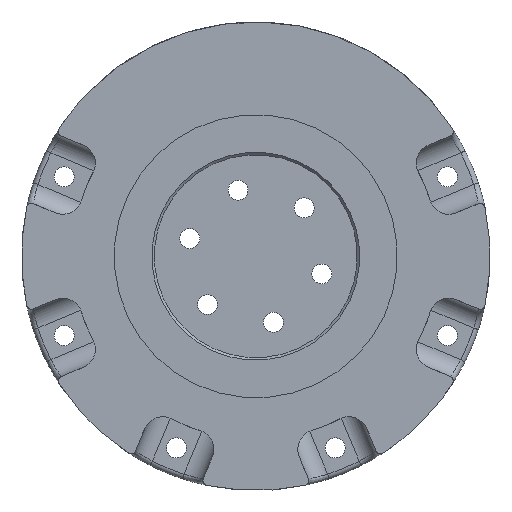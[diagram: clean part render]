
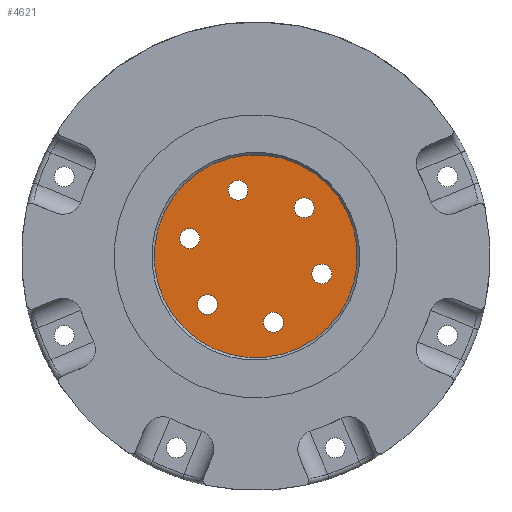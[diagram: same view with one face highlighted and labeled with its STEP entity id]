
A CAD part, left-side view. The second image highlights one B-rep face of the part: STEP entity #4621.
In plain terms, the highlighted planar face has unit normal (-1, 0, 0).
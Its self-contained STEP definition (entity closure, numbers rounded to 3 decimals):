
#62 = ORIENTED_EDGE ( 'NONE', *, *, #2754, .F. ) ;
#134 = CARTESIAN_POINT ( 'NONE',  ( 0.5, 0., 0. ) ) ;
#226 = AXIS2_PLACEMENT_3D ( 'NONE', #2346, #5724, #4219 ) ;
#243 = DIRECTION ( 'NONE',  ( 0., 0.707, 0.707 ) ) ;
#256 = CARTESIAN_POINT ( 'NONE',  ( 0.5, -8.45, 11.349 ) ) ;
#261 = AXIS2_PLACEMENT_3D ( 'NONE', #3596, #1634, #797 ) ;
#306 = DIRECTION ( 'NONE',  ( 0., 0.707, 0.707 ) ) ;
#412 = EDGE_LOOP ( 'NONE', ( #2169, #5829 ) ) ;
#440 = VERTEX_POINT ( 'NONE', #3723 ) ;
#479 = DIRECTION ( 'NONE',  ( 0., 0.707, 0.707 ) ) ;
#487 = CARTESIAN_POINT ( 'NONE',  ( 0.5, 3.623, 13.523 ) ) ;
#493 = VERTEX_POINT ( 'NONE', #4694 ) ;
#498 = EDGE_CURVE ( 'NONE', #3588, #5897, #5634, .T. ) ;
#543 = VERTEX_POINT ( 'NONE', #3237 ) ;
#549 = DIRECTION ( 'NONE',  ( -1., 0., 0. ) ) ;
#593 = FACE_OUTER_BOUND ( 'NONE', #1377, .T. ) ;
#626 = ORIENTED_EDGE ( 'NONE', *, *, #4647, .F. ) ;
#746 = EDGE_LOOP ( 'NONE', ( #5594, #5927 ) ) ;
#749 = EDGE_CURVE ( 'NONE', #4487, #5219, #1932, .T. ) ;
#797 = DIRECTION ( 'NONE',  ( 0., 0.707, 0.707 ) ) ;
#799 = CARTESIAN_POINT ( 'NONE',  ( 0.5, 14.973, 5.073 ) ) ;
#836 = ORIENTED_EDGE ( 'NONE', *, *, #498, .F. ) ;
#849 = CARTESIAN_POINT ( 'NONE',  ( 0.5, -9.899, 9.899 ) ) ;
#918 = EDGE_CURVE ( 'NONE', #4927, #2036, #2356, .T. ) ;
#970 = FACE_BOUND ( 'NONE', #4994, .T. ) ;
#1016 = EDGE_CURVE ( 'NONE', #5897, #3588, #4392, .T. ) ;
#1213 = CIRCLE ( 'NONE', #2584, 2.025 ) ;
#1351 = DIRECTION ( 'NONE',  ( -1., 0., 0. ) ) ;
#1377 = EDGE_LOOP ( 'NONE', ( #2251, #62 ) ) ;
#1453 = EDGE_CURVE ( 'NONE', #4780, #5854, #2018, .T. ) ;
#1522 = FACE_BOUND ( 'NONE', #4279, .T. ) ;
#1553 = FACE_BOUND ( 'NONE', #5404, .T. ) ;
#1634 = DIRECTION ( 'NONE',  ( -1., 0., 0. ) ) ;
#1641 = AXIS2_PLACEMENT_3D ( 'NONE', #2146, #2210, #306 ) ;
#1643 = CIRCLE ( 'NONE', #261, 2.025 ) ;
#1760 = CIRCLE ( 'NONE', #4108, 20.8 ) ;
#1932 = CIRCLE ( 'NONE', #1641, 2.05 ) ;
#2018 = CIRCLE ( 'NONE', #5452, 2.05 ) ;
#2036 = VERTEX_POINT ( 'NONE', #3549 ) ;
#2116 = VERTEX_POINT ( 'NONE', #4138 ) ;
#2146 = CARTESIAN_POINT ( 'NONE',  ( 0.5, -9.899, 9.899 ) ) ;
#2150 = VERTEX_POINT ( 'NONE', #5114 ) ;
#2169 = ORIENTED_EDGE ( 'NONE', *, *, #4146, .F. ) ;
#2210 = DIRECTION ( 'NONE',  ( -1., 0., 0. ) ) ;
#2251 = ORIENTED_EDGE ( 'NONE', *, *, #918, .F. ) ;
#2290 = CIRCLE ( 'NONE', #5725, 2.05 ) ;
#2294 = CIRCLE ( 'NONE', #5817, 2.05 ) ;
#2346 = CARTESIAN_POINT ( 'NONE',  ( 0.5, 9.899, -9.899 ) ) ;
#2356 = CIRCLE ( 'NONE', #3639, 20.8 ) ;
#2445 = DIRECTION ( 'NONE',  ( -1., 0., 0. ) ) ;
#2473 = CARTESIAN_POINT ( 'NONE',  ( 0.5, 14.708, 14.708 ) ) ;
#2532 = EDGE_CURVE ( 'NONE', #5219, #4487, #3918, .T. ) ;
#2555 = EDGE_CURVE ( 'NONE', #493, #440, #3124, .T. ) ;
#2584 = AXIS2_PLACEMENT_3D ( 'NONE', #3896, #549, #4814 ) ;
#2721 = DIRECTION ( 'NONE',  ( 0., 0.707, 0.707 ) ) ;
#2754 = EDGE_CURVE ( 'NONE', #2036, #4927, #1760, .T. ) ;
#2828 = DIRECTION ( 'NONE',  ( 0., 0.707, 0.707 ) ) ;
#2888 = CARTESIAN_POINT ( 'NONE',  ( 0.5, 3.623, 13.523 ) ) ;
#2892 = ORIENTED_EDGE ( 'NONE', *, *, #2555, .F. ) ;
#2902 = DIRECTION ( 'NONE',  ( 0., 0.707, 0.707 ) ) ;
#2913 = EDGE_CURVE ( 'NONE', #543, #2150, #1643, .T. ) ;
#2962 = FACE_BOUND ( 'NONE', #746, .T. ) ;
#2980 = AXIS2_PLACEMENT_3D ( 'NONE', #2473, #3423, #4345 ) ;
#2990 = AXIS2_PLACEMENT_3D ( 'NONE', #487, #6054, #3815 ) ;
#3108 = CARTESIAN_POINT ( 'NONE',  ( 0.5, 13.523, 3.623 ) ) ;
#3124 = CIRCLE ( 'NONE', #4875, 2.05 ) ;
#3227 = DIRECTION ( 'NONE',  ( -1., 0., 0. ) ) ;
#3236 = CARTESIAN_POINT ( 'NONE',  ( 0.5, -14.708, -14.708 ) ) ;
#3237 = CARTESIAN_POINT ( 'NONE',  ( 0.5, 11.331, -8.468 ) ) ;
#3247 = CARTESIAN_POINT ( 'NONE',  ( 0.5, -14.955, -5.055 ) ) ;
#3304 = PLANE ( 'NONE',  #2980 ) ;
#3306 = EDGE_CURVE ( 'NONE', #5670, #2116, #1213, .T. ) ;
#3423 = DIRECTION ( 'NONE',  ( 1., 0., 0. ) ) ;
#3482 = CARTESIAN_POINT ( 'NONE',  ( 0.5, -3.623, -13.523 ) ) ;
#3530 = ORIENTED_EDGE ( 'NONE', *, *, #1453, .F. ) ;
#3549 = CARTESIAN_POINT ( 'NONE',  ( 0.5, 14.708, 14.708 ) ) ;
#3561 = EDGE_CURVE ( 'NONE', #440, #493, #2290, .T. ) ;
#3588 = VERTEX_POINT ( 'NONE', #4143 ) ;
#3596 = CARTESIAN_POINT ( 'NONE',  ( 0.5, 9.899, -9.899 ) ) ;
#3639 = AXIS2_PLACEMENT_3D ( 'NONE', #4750, #4659, #2828 ) ;
#3723 = CARTESIAN_POINT ( 'NONE',  ( 0.5, -5.073, -14.973 ) ) ;
#3815 = DIRECTION ( 'NONE',  ( 0., 0.707, 0.707 ) ) ;
#3862 = AXIS2_PLACEMENT_3D ( 'NONE', #4059, #5406, #4420 ) ;
#3896 = CARTESIAN_POINT ( 'NONE',  ( 0.5, -13.523, -3.623 ) ) ;
#3918 = CIRCLE ( 'NONE', #4507, 2.05 ) ;
#3962 = DIRECTION ( 'NONE',  ( -1., 0., 0. ) ) ;
#3998 = CARTESIAN_POINT ( 'NONE',  ( 0.5, 12.073, 2.174 ) ) ;
#4059 = CARTESIAN_POINT ( 'NONE',  ( 0.5, -13.523, -3.623 ) ) ;
#4108 = AXIS2_PLACEMENT_3D ( 'NONE', #134, #4280, #2902 ) ;
#4138 = CARTESIAN_POINT ( 'NONE',  ( 0.5, -12.091, -2.192 ) ) ;
#4143 = CARTESIAN_POINT ( 'NONE',  ( 0.5, 2.192, 12.091 ) ) ;
#4146 = EDGE_CURVE ( 'NONE', #2116, #5670, #4353, .T. ) ;
#4203 = EDGE_CURVE ( 'NONE', #5854, #4780, #2294, .T. ) ;
#4219 = DIRECTION ( 'NONE',  ( 0., 0.707, 0.707 ) ) ;
#4279 = EDGE_LOOP ( 'NONE', ( #5145, #626 ) ) ;
#4280 = DIRECTION ( 'NONE',  ( 1., 0., 0. ) ) ;
#4323 = DIRECTION ( 'NONE',  ( 0., 0.707, 0.707 ) ) ;
#4345 = DIRECTION ( 'NONE',  ( 0., 0.707, 0.707 ) ) ;
#4353 = CIRCLE ( 'NONE', #3862, 2.025 ) ;
#4392 = CIRCLE ( 'NONE', #5177, 2.025 ) ;
#4420 = DIRECTION ( 'NONE',  ( 0., 0.707, 0.707 ) ) ;
#4487 = VERTEX_POINT ( 'NONE', #256 ) ;
#4507 = AXIS2_PLACEMENT_3D ( 'NONE', #849, #5052, #2721 ) ;
#4621 = ADVANCED_FACE ( 'NONE', ( #1522, #970, #5694, #2962, #5755, #1553, #593 ), #3304, .F. ) ;
#4647 = EDGE_CURVE ( 'NONE', #2150, #543, #5532, .T. ) ;
#4655 = CARTESIAN_POINT ( 'NONE',  ( 0.5, -3.623, -13.523 ) ) ;
#4659 = DIRECTION ( 'NONE',  ( 1., 0., 0. ) ) ;
#4694 = CARTESIAN_POINT ( 'NONE',  ( 0.5, -2.174, -12.073 ) ) ;
#4750 = CARTESIAN_POINT ( 'NONE',  ( 0.5, 0., 0. ) ) ;
#4780 = VERTEX_POINT ( 'NONE', #3998 ) ;
#4814 = DIRECTION ( 'NONE',  ( 0., 0.707, 0.707 ) ) ;
#4875 = AXIS2_PLACEMENT_3D ( 'NONE', #3482, #2445, #4323 ) ;
#4880 = DIRECTION ( 'NONE',  ( 0., 0.707, 0.707 ) ) ;
#4914 = CARTESIAN_POINT ( 'NONE',  ( 0.5, 5.055, 14.955 ) ) ;
#4927 = VERTEX_POINT ( 'NONE', #3236 ) ;
#4994 = EDGE_LOOP ( 'NONE', ( #6056, #836 ) ) ;
#4998 = ORIENTED_EDGE ( 'NONE', *, *, #3561, .F. ) ;
#5052 = DIRECTION ( 'NONE',  ( -1., 0., 0. ) ) ;
#5114 = CARTESIAN_POINT ( 'NONE',  ( 0.5, 8.468, -11.331 ) ) ;
#5120 = DIRECTION ( 'NONE',  ( 0., 0.707, 0.707 ) ) ;
#5145 = ORIENTED_EDGE ( 'NONE', *, *, #2913, .F. ) ;
#5177 = AXIS2_PLACEMENT_3D ( 'NONE', #2888, #1351, #479 ) ;
#5219 = VERTEX_POINT ( 'NONE', #6073 ) ;
#5222 = EDGE_LOOP ( 'NONE', ( #2892, #4998 ) ) ;
#5368 = ORIENTED_EDGE ( 'NONE', *, *, #4203, .F. ) ;
#5377 = DIRECTION ( 'NONE',  ( -1., 0., 0. ) ) ;
#5404 = EDGE_LOOP ( 'NONE', ( #5368, #3530 ) ) ;
#5406 = DIRECTION ( 'NONE',  ( -1., 0., 0. ) ) ;
#5452 = AXIS2_PLACEMENT_3D ( 'NONE', #5833, #5377, #243 ) ;
#5532 = CIRCLE ( 'NONE', #226, 2.025 ) ;
#5594 = ORIENTED_EDGE ( 'NONE', *, *, #749, .F. ) ;
#5634 = CIRCLE ( 'NONE', #2990, 2.025 ) ;
#5670 = VERTEX_POINT ( 'NONE', #3247 ) ;
#5694 = FACE_BOUND ( 'NONE', #412, .T. ) ;
#5724 = DIRECTION ( 'NONE',  ( -1., 0., 0. ) ) ;
#5725 = AXIS2_PLACEMENT_3D ( 'NONE', #4655, #3227, #5120 ) ;
#5755 = FACE_BOUND ( 'NONE', #5222, .T. ) ;
#5817 = AXIS2_PLACEMENT_3D ( 'NONE', #3108, #3962, #4880 ) ;
#5829 = ORIENTED_EDGE ( 'NONE', *, *, #3306, .F. ) ;
#5833 = CARTESIAN_POINT ( 'NONE',  ( 0.5, 13.523, 3.623 ) ) ;
#5854 = VERTEX_POINT ( 'NONE', #799 ) ;
#5897 = VERTEX_POINT ( 'NONE', #4914 ) ;
#5927 = ORIENTED_EDGE ( 'NONE', *, *, #2532, .F. ) ;
#6054 = DIRECTION ( 'NONE',  ( -1., 0., 0. ) ) ;
#6056 = ORIENTED_EDGE ( 'NONE', *, *, #1016, .F. ) ;
#6073 = CARTESIAN_POINT ( 'NONE',  ( 0.5, -11.349, 8.45 ) ) ;
